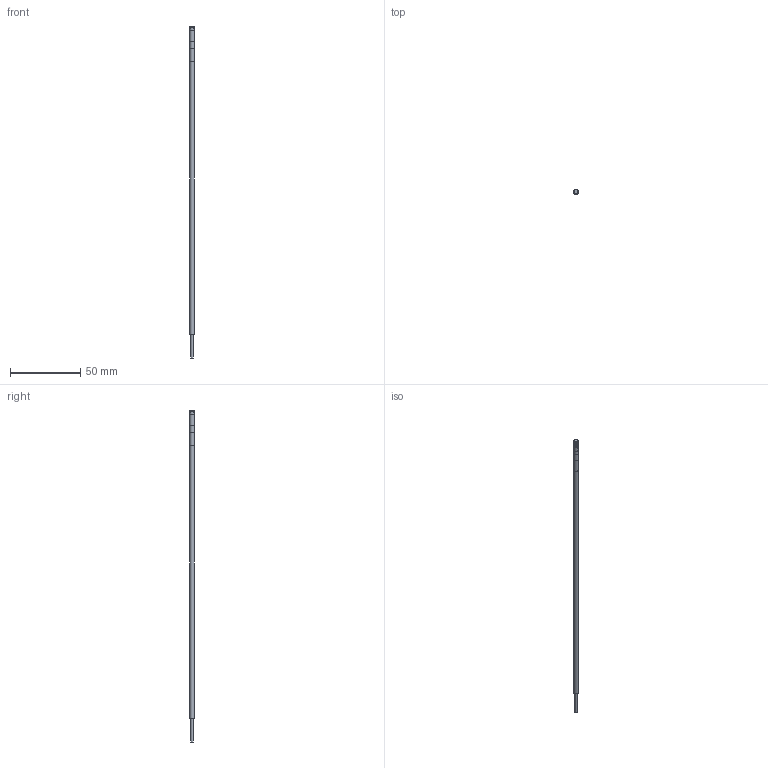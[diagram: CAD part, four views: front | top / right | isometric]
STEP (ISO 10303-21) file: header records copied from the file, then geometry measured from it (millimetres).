
FILE_DESCRIPTION(/* description */ ('Unknown'),/* implementation_level */ '2;1');
FILE_NAME(/* name */ 'stem_ALLbasic',/* time_stamp */ '2025-07-01T10:23:22-10:00',/* author */ ('Unknown'),/* organization */ ('Unknown'),/* preprocessor_version */ 'ST-DEVELOPER v20',/* originating_system */ 'Solid Edge',/* authorisation */ 'Unknown');
FILE_SCHEMA (('AUTOMOTIVE_DESIGN {1 0 10303 214 3 1 1}'));
Length unit declared in the file: millimetre
Products named in the file (9): stem_ALLbasic; central_conductor_Mo; heater_coil_W; stopper_ring_Re; crystal_LaB6; foil_Re; insulator_sleeve_Al2O3; outer_sleeve_SS; insulator_tab_Al2O3
Assembly tree (8 placements, depth 2):
  stem_ALLbasic
    central_conductor_Mo
    heater_coil_W
    stopper_ring_Re
    crystal_LaB6
    foil_Re
    insulator_sleeve_Al2O3
    outer_sleeve_SS
    insulator_tab_Al2O3
Bounding box: 3.21 x 3.21 x 236.05 mm (x, y, z)
Volume: 1739.8 mm3; surface area: 7698.9 mm2
Topology: 8 solids, 8 shells, 47 faces, 92 edges, 56 vertices
Faces by surface type: plane 18, cylinder 16, bspline 9, torus 3, cone 1
Full cylindrical faces by diameter (mm): 0.249 x1, 1.524 x3, 2.197 x2, 3.188 x1, 3.198 x3, 3.203 x1, 3.213 x2
Entity records: 4859 total; most frequent: CARTESIAN_POINT 3756, DIRECTION 197, ORIENTED_EDGE 140, AXIS2_PLACEMENT_3D 97, EDGE_LOOP 74, FACE_BOUND 74, EDGE_CURVE 70, VERTEX_POINT 52
